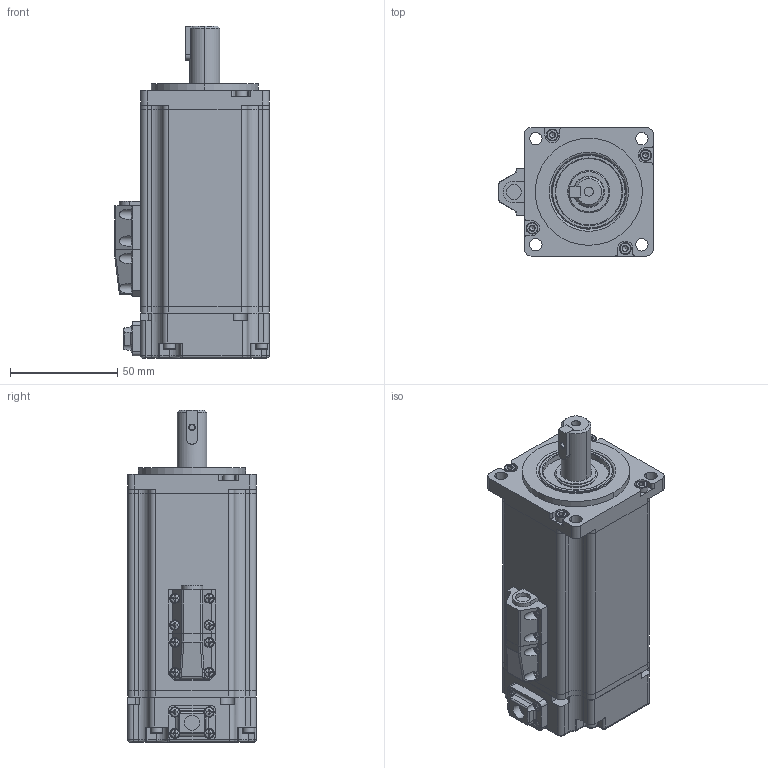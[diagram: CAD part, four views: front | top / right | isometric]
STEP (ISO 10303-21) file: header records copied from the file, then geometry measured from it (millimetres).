
FILE_DESCRIPTION(/* description */ (''),/* implementation_level */ '2;1');
FILE_NAME(/* name */ '60JASM504230K-17BC_SC.stp',/* time_stamp */ '2019-08-28T16:02:29+08:00',/* author */ (''),/* organization */ (''),/* preprocessor_version */ 'ST-DEVELOPER v14',/* originating_system */ 'SIEMENS PLM Software NX 8.0',/* authorisation */ '');
FILE_SCHEMA (('AP203_CONFIGURATION_CONTROLLED_3D_DESIGN_OF_MECHANICAL_PARTS_AND_ASSEMBLIES_MIM_LF { 1 0 10303 403 2 1 2}'));
Length unit declared in the file: millimetre
Products named in the file (1): Admi18AC892Bxkub
Bounding box: 72 x 60 x 155 mm (x, y, z)
Volume: 273185.8 mm3; surface area: 81534.3 mm2
Topology: 33 solids, 33 shells, 1014 faces, 2489 edges, 1566 vertices
Faces by surface type: plane 383, cylinder 247, bspline 246, cone 69, torus 47, sphere 22
Full cylindrical faces by diameter (mm): 2.5 x1, 2.8 x12, 2.874 x20, 3 x12, 3.2 x4, 4 x12, 4.2 x1, 4.8 x12, 5.5 x8, 7 x2, 14.6 x1, 17 x1, 18.7 x2, 31 x1, 34.5 x1
Entity records: 30838 total; most frequent: CARTESIAN_POINT 9512, ORIENTED_EDGE 4554, DIRECTION 3726, EDGE_CURVE 2277, VERTEX_POINT 1528, AXIS2_PLACEMENT_3D 1474, EDGE_LOOP 1256, ADVANCED_FACE 1014
